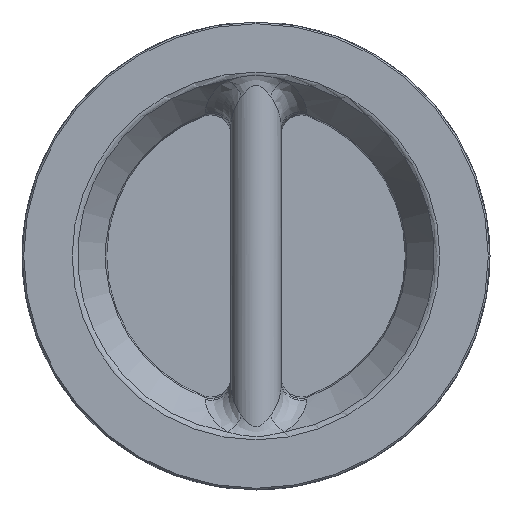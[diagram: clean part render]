
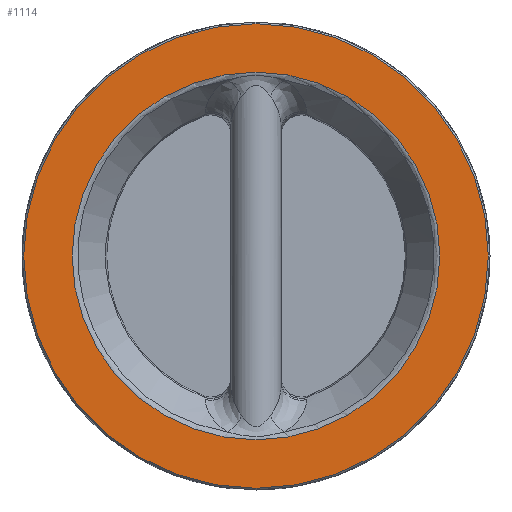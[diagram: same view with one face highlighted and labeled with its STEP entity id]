
A CAD part, front view. The second image highlights one B-rep face of the part: STEP entity #1114.
In plain terms, the highlighted planar face has unit normal (0, -1, 0).
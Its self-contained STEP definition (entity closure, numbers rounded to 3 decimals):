
#18 = EDGE_CURVE ( 'NONE', #2460, #2460, #3069, .T. ) ;
#81 = AXIS2_PLACEMENT_3D ( 'NONE', #2193, #2721, #3327 ) ;
#85 = AXIS2_PLACEMENT_3D ( 'NONE', #3245, #2984, #250 ) ;
#250 = DIRECTION ( 'NONE',  ( 0., 0., 1. ) ) ;
#263 = CARTESIAN_POINT ( 'NONE',  ( 0., 0., 109.582 ) ) ;
#708 = FACE_OUTER_BOUND ( 'NONE', #1491, .T. ) ;
#804 = CIRCLE ( 'NONE', #81, 109.582 ) ;
#1039 = PLANE ( 'NONE',  #2272 ) ;
#1114 = ADVANCED_FACE ( 'NONE', ( #708, #3179 ), #1039, .F. ) ;
#1230 = EDGE_CURVE ( 'NONE', #2120, #2120, #804, .T. ) ;
#1323 = CARTESIAN_POINT ( 'NONE',  ( 109.582, 0., 0. ) ) ;
#1491 = EDGE_LOOP ( 'NONE', ( #1692 ) ) ;
#1527 = DIRECTION ( 'NONE',  ( 0., 0., 1. ) ) ;
#1692 = ORIENTED_EDGE ( 'NONE', *, *, #18, .T. ) ;
#1745 = ORIENTED_EDGE ( 'NONE', *, *, #1230, .T. ) ;
#1790 = DIRECTION ( 'NONE',  ( 0., 1., 0. ) ) ;
#2120 = VERTEX_POINT ( 'NONE', #263 ) ;
#2193 = CARTESIAN_POINT ( 'NONE',  ( 0., 0., 0. ) ) ;
#2272 = AXIS2_PLACEMENT_3D ( 'NONE', #1323, #1790, #1527 ) ;
#2460 = VERTEX_POINT ( 'NONE', #3203 ) ;
#2721 = DIRECTION ( 'NONE',  ( 0., 1., 0. ) ) ;
#2984 = DIRECTION ( 'NONE',  ( 0., -1., 0. ) ) ;
#3069 = CIRCLE ( 'NONE', #85, 138.5 ) ;
#3179 = FACE_BOUND ( 'NONE', #3376, .T. ) ;
#3203 = CARTESIAN_POINT ( 'NONE',  ( 0., 0., 138.5 ) ) ;
#3245 = CARTESIAN_POINT ( 'NONE',  ( 0., 0., 0. ) ) ;
#3327 = DIRECTION ( 'NONE',  ( 0., 0., 1. ) ) ;
#3376 = EDGE_LOOP ( 'NONE', ( #1745 ) ) ;
